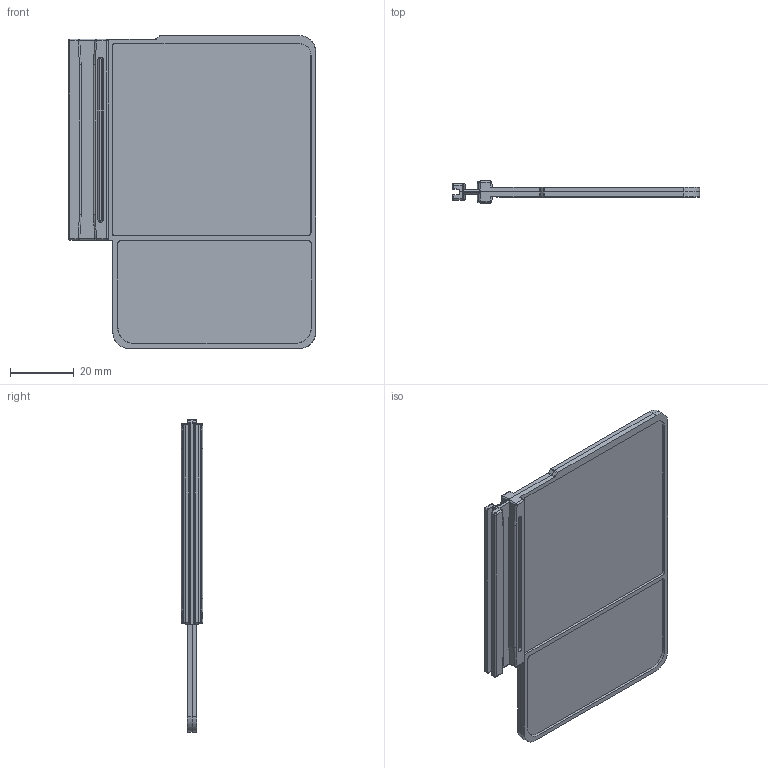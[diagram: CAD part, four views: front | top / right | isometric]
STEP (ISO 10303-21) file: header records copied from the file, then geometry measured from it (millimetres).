
FILE_DESCRIPTION(/* description */ (''),/* implementation_level */ '2;1');
FILE_NAME(/* name */ '3D_GLDX901.stp',/* time_stamp */ '2024-04-18T14:14:03+02:00',/* author */ (''),/* organization */ (''),/* preprocessor_version */ 'ST-DEVELOPER v16.7',/* originating_system */ 'SIEMENS PLM Software NX 12.0',/* authorisation */ '');
FILE_SCHEMA (('AP203_CONFIGURATION_CONTROLLED_3D_DESIGN_OF_MECHANICAL_PARTS_AND_ASSEMBLIES_MIM_LF { 1 0 10303 403 2 1 2}'));
Length unit declared in the file: millimetre
Products named in the file (1): Ferr3EE8D09B4j8x
Bounding box: 77.5 x 6.8 x 98 mm (x, y, z)
Surface area: 17228.8 mm2 (no closed solid volume)
Topology: 0 solids, 1 shells, 171 faces, 416 edges, 253 vertices
Faces by surface type: plane 67, cylinder 62, cone 18, sphere 16, torus 8
Entity records: 5033 total; most frequent: DIRECTION 913, CARTESIAN_POINT 833, ORIENTED_EDGE 816, EDGE_CURVE 410, AXIS2_PLACEMENT_3D 331, LINE 251, VECTOR 251, VERTEX_POINT 251
